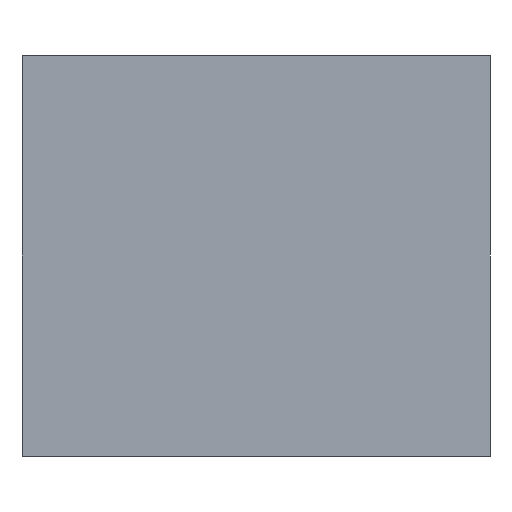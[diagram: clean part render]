
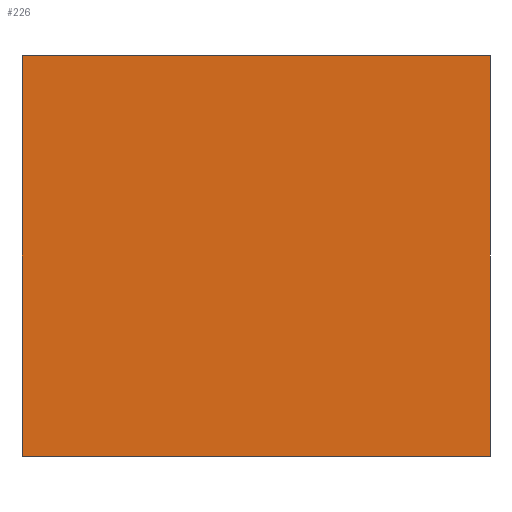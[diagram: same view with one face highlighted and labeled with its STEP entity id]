
A CAD part, front view. The second image highlights one B-rep face of the part: STEP entity #226.
In plain terms, the highlighted planar face has unit normal (0, -1, 0).
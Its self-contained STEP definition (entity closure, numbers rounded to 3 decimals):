
#16=FACE_OUTER_BOUND('',#29,.T.);
#29=EDGE_LOOP('',(#153,#154,#155,#156));
#43=LINE('',#328,#73);
#44=LINE('',#330,#74);
#45=LINE('',#332,#75);
#46=LINE('',#333,#76);
#73=VECTOR('',#270,10.);
#74=VECTOR('',#271,10.);
#75=VECTOR('',#272,10.);
#76=VECTOR('',#273,10.);
#103=VERTEX_POINT('',#326);
#104=VERTEX_POINT('',#327);
#105=VERTEX_POINT('',#329);
#106=VERTEX_POINT('',#331);
#123=EDGE_CURVE('',#103,#104,#43,.T.);
#124=EDGE_CURVE('',#105,#103,#44,.T.);
#125=EDGE_CURVE('',#106,#105,#45,.T.);
#126=EDGE_CURVE('',#104,#106,#46,.T.);
#153=ORIENTED_EDGE('',*,*,#123,.F.);
#154=ORIENTED_EDGE('',*,*,#124,.F.);
#155=ORIENTED_EDGE('',*,*,#125,.F.);
#156=ORIENTED_EDGE('',*,*,#126,.F.);
#213=PLANE('',#253);
#226=ADVANCED_FACE('',(#16),#213,.F.);
#253=AXIS2_PLACEMENT_3D('',#325,#268,#269);
#268=DIRECTION('center_axis',(0.,1.,0.));
#269=DIRECTION('ref_axis',(0.,0.,1.));
#270=DIRECTION('',(0.,0.,1.));
#271=DIRECTION('',(-1.,0.,0.));
#272=DIRECTION('',(0.,0.,-1.));
#273=DIRECTION('',(1.,0.,0.));
#325=CARTESIAN_POINT('Origin',(-4.689,-49.974,0.));
#326=CARTESIAN_POINT('',(-4.118,-49.974,0.));
#327=CARTESIAN_POINT('',(-4.118,-49.974,5.5));
#328=CARTESIAN_POINT('',(-4.118,-49.974,0.));
#329=CARTESIAN_POINT('',(2.311,-49.974,0.));
#330=CARTESIAN_POINT('',(-2.939,-49.974,0.));
#331=CARTESIAN_POINT('',(2.311,-49.974,5.5));
#332=CARTESIAN_POINT('',(2.311,-49.974,0.));
#333=CARTESIAN_POINT('',(-2.939,-49.974,5.5));
